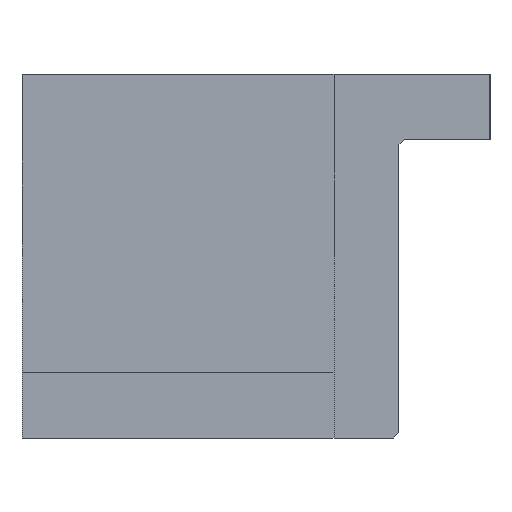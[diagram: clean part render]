
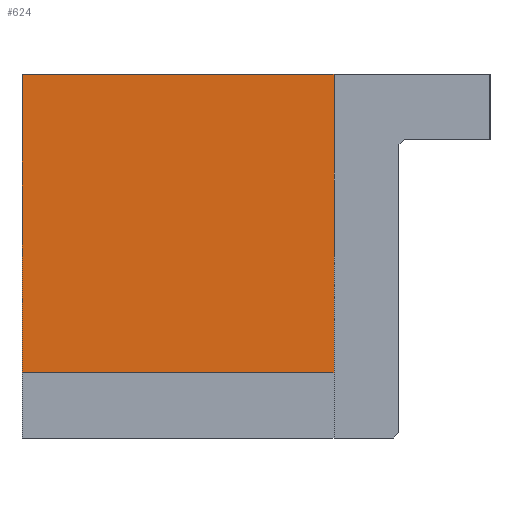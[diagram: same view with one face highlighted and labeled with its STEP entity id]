
A CAD part, left-side view. The second image highlights one B-rep face of the part: STEP entity #624.
In plain terms, the highlighted planar face has unit normal (-1, 0, 0).
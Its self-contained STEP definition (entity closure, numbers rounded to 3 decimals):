
#58=FACE_OUTER_BOUND('',#94,.T.);
#94=EDGE_LOOP('',(#461,#462,#463,#464));
#151=LINE('',#945,#225);
#152=LINE('',#947,#226);
#153=LINE('',#949,#227);
#154=LINE('',#950,#228);
#225=VECTOR('',#772,10.);
#226=VECTOR('',#773,10.);
#227=VECTOR('',#774,10.);
#228=VECTOR('',#775,10.);
#295=VERTEX_POINT('',#943);
#296=VERTEX_POINT('',#944);
#297=VERTEX_POINT('',#946);
#298=VERTEX_POINT('',#948);
#361=EDGE_CURVE('',#295,#296,#151,.T.);
#362=EDGE_CURVE('',#295,#297,#152,.T.);
#363=EDGE_CURVE('',#298,#297,#153,.T.);
#364=EDGE_CURVE('',#296,#298,#154,.T.);
#461=ORIENTED_EDGE('',*,*,#361,.F.);
#462=ORIENTED_EDGE('',*,*,#362,.T.);
#463=ORIENTED_EDGE('',*,*,#363,.F.);
#464=ORIENTED_EDGE('',*,*,#364,.F.);
#594=PLANE('',#679);
#624=ADVANCED_FACE('',(#58),#594,.T.);
#679=AXIS2_PLACEMENT_3D('',#942,#770,#771);
#770=DIRECTION('center_axis',(-1.,0.,0.));
#771=DIRECTION('ref_axis',(0.,-1.,0.));
#772=DIRECTION('',(0.,1.,0.));
#773=DIRECTION('',(0.,0.,1.));
#774=DIRECTION('',(0.,-1.,0.));
#775=DIRECTION('',(0.,0.,1.));
#942=CARTESIAN_POINT('Origin',(39.,24.,5.));
#943=CARTESIAN_POINT('',(39.,0.,5.));
#944=CARTESIAN_POINT('',(39.,24.,5.));
#945=CARTESIAN_POINT('',(39.,18.,5.));
#946=CARTESIAN_POINT('',(39.,0.,28.));
#947=CARTESIAN_POINT('',(39.,0.,5.));
#948=CARTESIAN_POINT('',(39.,24.,28.));
#949=CARTESIAN_POINT('',(39.,0.,28.));
#950=CARTESIAN_POINT('',(39.,24.,5.));
